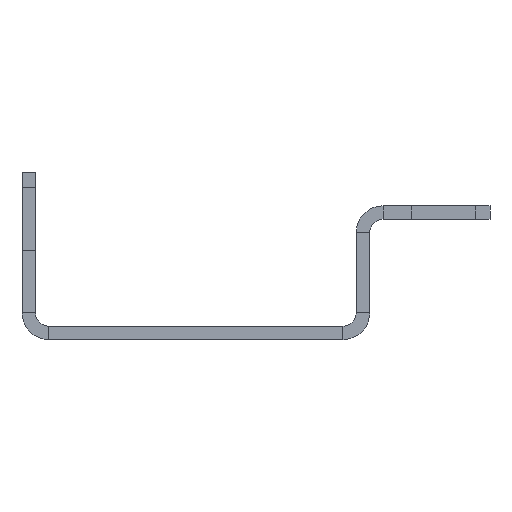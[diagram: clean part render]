
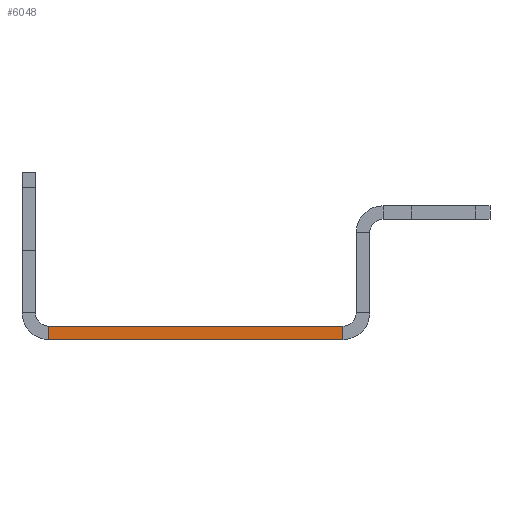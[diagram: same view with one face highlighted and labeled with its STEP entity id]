
A CAD part, front view. The second image highlights one B-rep face of the part: STEP entity #6048.
In plain terms, the highlighted planar face has unit normal (0, -1, 0).
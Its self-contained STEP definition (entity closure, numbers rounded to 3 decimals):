
#614 = DIRECTION ( 'NONE',  ( 0., 0., -1. ) ) ;
#3715 = ORIENTED_EDGE ( 'NONE', *, *, #8307, .F. ) ;
#4713 = CARTESIAN_POINT ( 'NONE',  ( 22., -735., 0. ) ) ;
#6048 = ADVANCED_FACE ( 'NONE', ( #28947 ), #21933, .T. ) ;
#6567 = AXIS2_PLACEMENT_3D ( 'NONE', #28788, #14609, #614 ) ;
#7509 = CARTESIAN_POINT ( 'NONE',  ( -26., -735., 0. ) ) ;
#7806 = VERTEX_POINT ( 'NONE', #30041 ) ;
#8307 = EDGE_CURVE ( 'NONE', #29102, #28967, #22137, .T. ) ;
#8725 = CARTESIAN_POINT ( 'NONE',  ( -26., -735., -2. ) ) ;
#11550 = LINE ( 'NONE', #19252, #13883 ) ;
#11861 = EDGE_CURVE ( 'NONE', #7806, #12367, #25702, .T. ) ;
#12280 = ORIENTED_EDGE ( 'NONE', *, *, #29324, .T. ) ;
#12367 = VERTEX_POINT ( 'NONE', #12713 ) ;
#12713 = CARTESIAN_POINT ( 'NONE',  ( 22., -735., -2. ) ) ;
#13228 = VECTOR ( 'NONE', #14985, 1000. ) ;
#13883 = VECTOR ( 'NONE', #28195, 1000. ) ;
#14609 = DIRECTION ( 'NONE',  ( 0., -1., 0. ) ) ;
#14985 = DIRECTION ( 'NONE',  ( 1., 0., 0. ) ) ;
#16198 = VECTOR ( 'NONE', #26369, 1000. ) ;
#17705 = VECTOR ( 'NONE', #21019, 1000. ) ;
#19214 = ORIENTED_EDGE ( 'NONE', *, *, #25881, .F. ) ;
#19252 = CARTESIAN_POINT ( 'NONE',  ( -22., -735., 0. ) ) ;
#21019 = DIRECTION ( 'NONE',  ( 1., 0., 0. ) ) ;
#21933 = PLANE ( 'NONE',  #6567 ) ;
#22137 = LINE ( 'NONE', #7509, #13228 ) ;
#23678 = CARTESIAN_POINT ( 'NONE',  ( -22., -735., 0. ) ) ;
#25611 = EDGE_LOOP ( 'NONE', ( #3715, #12280, #30473, #19214 ) ) ;
#25702 = LINE ( 'NONE', #8725, #17705 ) ;
#25881 = EDGE_CURVE ( 'NONE', #28967, #12367, #26068, .T. ) ;
#26068 = LINE ( 'NONE', #4713, #16198 ) ;
#26369 = DIRECTION ( 'NONE',  ( 0., 0., -1. ) ) ;
#28195 = DIRECTION ( 'NONE',  ( 0., 0., -1. ) ) ;
#28788 = CARTESIAN_POINT ( 'NONE',  ( -26., -735., -2. ) ) ;
#28947 = FACE_OUTER_BOUND ( 'NONE', #25611, .T. ) ;
#28967 = VERTEX_POINT ( 'NONE', #30095 ) ;
#29102 = VERTEX_POINT ( 'NONE', #23678 ) ;
#29324 = EDGE_CURVE ( 'NONE', #29102, #7806, #11550, .T. ) ;
#30041 = CARTESIAN_POINT ( 'NONE',  ( -22., -735., -2. ) ) ;
#30095 = CARTESIAN_POINT ( 'NONE',  ( 22., -735., 0. ) ) ;
#30473 = ORIENTED_EDGE ( 'NONE', *, *, #11861, .T. ) ;
